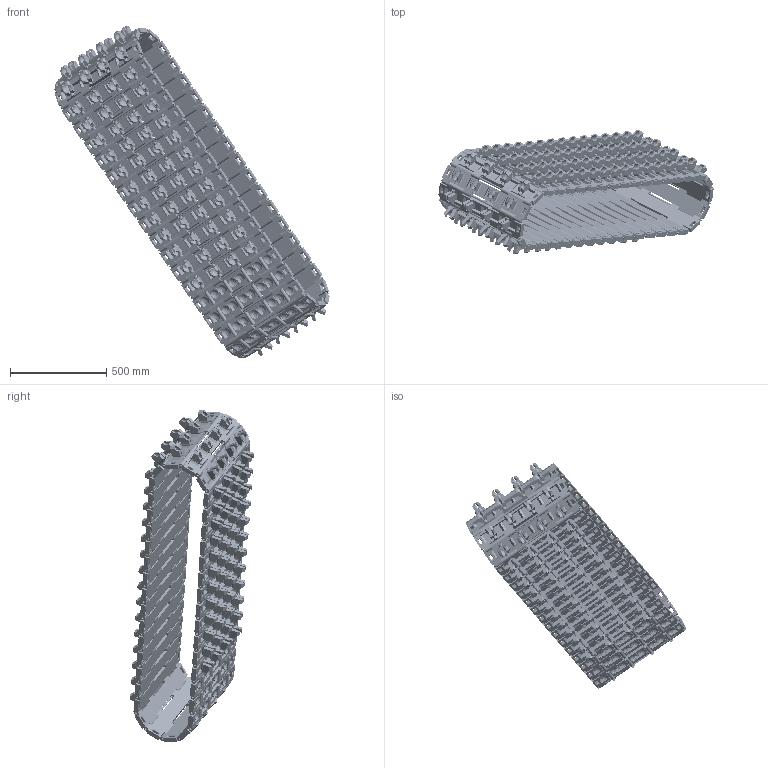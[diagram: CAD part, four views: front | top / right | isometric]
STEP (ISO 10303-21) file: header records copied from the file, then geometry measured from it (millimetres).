
FILE_DESCRIPTION( ('This file contains a STEP AP42 implementation' ,'as created by ZW3D STEP Interface translator.' ,'') ,'2;1' );
FILE_NAME( '蚾饜-婥啣摩磁笝.iam.stp' ,'251027.114758', (''), ('ZWCAD Software Co.'), 'Version 1.0', 'ZW3D to STEP translator', '' );
FILE_SCHEMA(('AUTOMOTIVE_DESIGN { 1 0 10303 214 1 1 1 1 }'));
Length unit declared in the file: millimetre
Products named in the file (244): 0; 蚾饜-婥啣摩磁笝.iam; 蚾饜-婥啣摩磁.iam; 蚾饜-婥啣.iam; 婥啣蟀諉种縐遠.ipt; 婥啣.ipt; 婥啣蟀諉种.ipt; 標撿嘐隅种.ipt; 標撿嘐隅种蹟佪.ipt; 錨窒璃淝蹈 3_2_1; 啋匼_1_39; 啋匼_2_39; 啋匼_3_34; 啋匼_4_27; 錨窒璃淝蹈 3_3_1; 啋匼_1_40; 啋匼_2_40; 啋匼_3_35; 啋匼_4_28; 錨窒璃淝蹈 3_4_1; 啋匼_1_41; 啋匼_2_41; 啋匼_3_36; 啋匼_4_29; 錨窒璃淝蹈 3_5; 啋匼_1_42; 啋匼_2_42; 啋匼_3_37; 啋匼_4_30; 錨窒璃淝蹈 3_6; 啋匼_1_43; 啋匼_2_43; 啋匼_3_38; 啋匼_4_31; 錨窒璃淝蹈 3_7; 啋匼_1_44; 啋匼_2_44; 啋匼_3_39; 啋匼_4_32; 錨窒璃淝蹈 3_8 ...
Assembly tree (1340 placements, depth 5):
  0
  蚾饜-婥啣摩磁笝.iam
    蚾饜-婥啣摩磁.iam
      蚾饜-婥啣.iam  x38
        婥啣蟀諉种縐遠.ipt
        婥啣.ipt
        婥啣蟀諉种.ipt
      標撿嘐隅种.ipt  x40
      標撿嘐隅种蹟佪.ipt  x160
      錨窒璃淝蹈 3_2_1
        啋匼_1_39
          標撿嘐隅种.ipt
          標撿嘐隅种蹟佪.ipt  x4
        啋匼_2_39
          標撿嘐隅种.ipt
          標撿嘐隅种蹟佪.ipt  x4
        啋匼_3_34
          標撿嘐隅种.ipt
          標撿嘐隅种蹟佪.ipt  x4
        啋匼_4_27
          標撿嘐隅种.ipt
          標撿嘐隅种蹟佪.ipt  x4
      錨窒璃淝蹈 3_3_1
        啋匼_1_40
          標撿嘐隅种.ipt
          標撿嘐隅种蹟佪.ipt  x4
        啋匼_2_40
          標撿嘐隅种.ipt
          標撿嘐隅种蹟佪.ipt  x4
        啋匼_3_35
          標撿嘐隅种.ipt
          標撿嘐隅种蹟佪.ipt  x4
        啋匼_4_28
          標撿嘐隅种.ipt
          標撿嘐隅种蹟佪.ipt  x4
      錨窒璃淝蹈 3_4_1
        啋匼_1_41
          標撿嘐隅种.ipt
          標撿嘐隅种蹟佪.ipt  x4
        啋匼_2_41
          標撿嘐隅种.ipt
          標撿嘐隅种蹟佪.ipt  x4
        啋匼_3_36
          標撿嘐隅种.ipt
          標撿嘐隅种蹟佪.ipt  x4
        啋匼_4_29
          標撿嘐隅种.ipt
          標撿嘐隅种蹟佪.ipt  x4
      錨窒璃淝蹈 3_5
        啋匼_1_42
          標撿嘐隅种.ipt
          標撿嘐隅种蹟佪.ipt  x4
        啋匼_2_42
          標撿嘐隅种.ipt
          標撿嘐隅种蹟佪.ipt  x4
        啋匼_3_37
          標撿嘐隅种.ipt
          標撿嘐隅种蹟佪.ipt  x4
        啋匼_4_30
          標撿嘐隅种.ipt
Bounding box: 1430.82 x 647.22 x 1725.01 mm (x, y, z)
Volume: 41213119.4 mm3; surface area: 11438533 mm2
Topology: 1216 solids, 1216 shells, 21850 faces, 59584 edges, 39938 vertices
Faces by surface type: plane 13072, cylinder 6422, cone 1900, sphere 304, torus 152
Full cylindrical faces by diameter (mm): 3 x1824, 10 x1482
Entity records: 30203 total; most frequent: DIRECTION 7312, CARTESIAN_POINT 4574, AXIS2_PLACEMENT_3D 3443, PRODUCT_DEFINITION_SHAPE 1584, ORIENTED_EDGE 1452, UNCERTAINTY_MEASURE_WITH_UNIT 1341, ITEM_DEFINED_TRANSFORMATION 1340, NEXT_ASSEMBLY_USAGE_OCCURRENCE 1340
